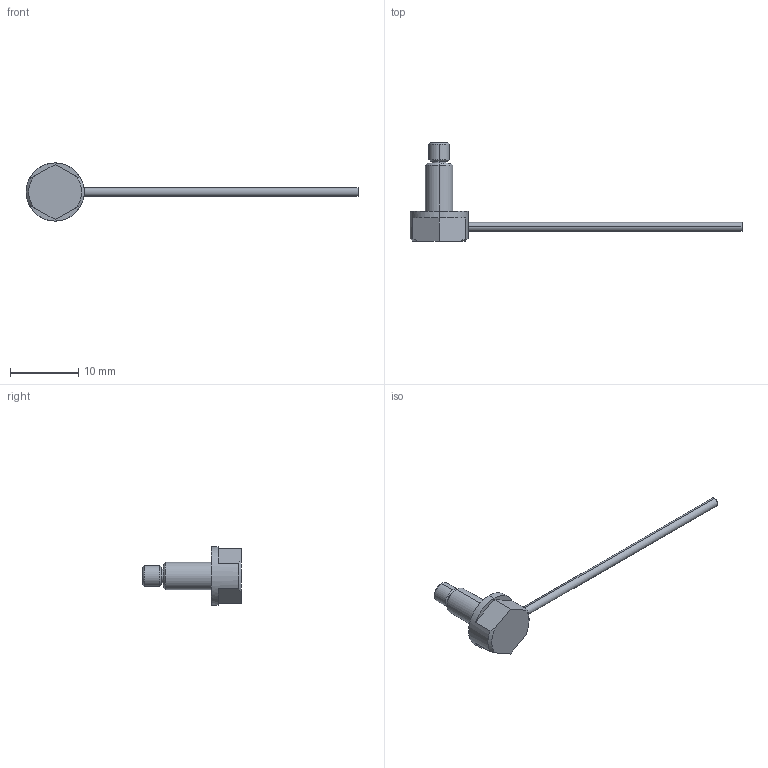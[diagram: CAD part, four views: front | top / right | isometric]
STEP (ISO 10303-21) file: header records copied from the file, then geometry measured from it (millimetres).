
FILE_DESCRIPTION (( 'STEP AP214' ), '1' );
FILE_NAME ('GPF-D032B-2.STEP', '2017-11-17T23:19:14', ( '' ), ( '' ), 'SwSTEP 2.0', 'SolidWorks 2018', '' );
FILE_SCHEMA (( 'AUTOMOTIVE_DESIGN' ));
Length unit declared in the file: millimetre
Products named in the file (4): GPF-D032B-2-LENSE; GPF-D032B-2; GPF-D032B-2_FIBER; GPF-D032B-2-HEAD
Assembly tree (20 placements, depth 2):
  GPF-D032B-2
    GPF-D032B-2_FIBER
    GPF-D032B-2-HEAD
    GPF-D032B-2-LENSE  x18
Bounding box: 48.5 x 14.4 x 8.5 mm (x, y, z)
Volume: 376.4 mm3; surface area: 511.5 mm2
Topology: 20 solids, 20 shells, 157 faces, 282 edges, 186 vertices
Faces by surface type: cylinder 82, plane 67, cone 8
Entity records: 2668 total; most frequent: DIRECTION 508, CARTESIAN_POINT 422, ORIENTED_EDGE 360, AXIS2_PLACEMENT_3D 220, EDGE_CURVE 180, VERTEX_POINT 118, EDGE_LOOP 110, CIRCLE 108
